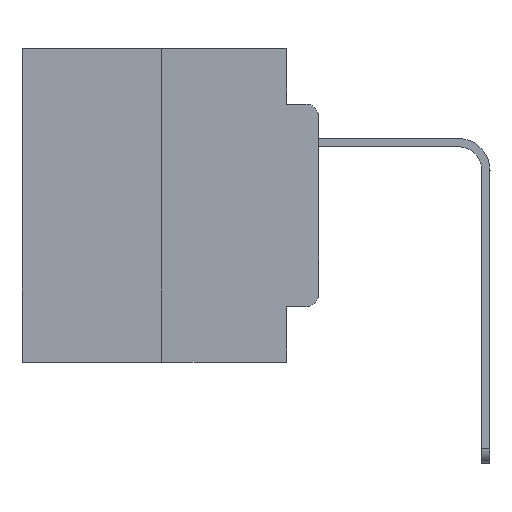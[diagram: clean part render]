
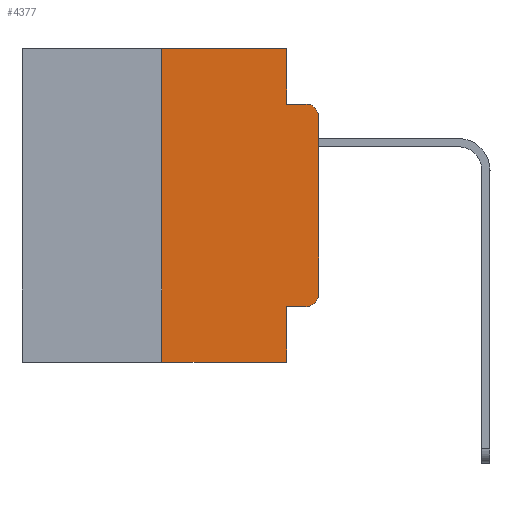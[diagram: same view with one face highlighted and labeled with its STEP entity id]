
A CAD part, left-side view. The second image highlights one B-rep face of the part: STEP entity #4377.
In plain terms, the highlighted planar face has unit normal (-1, 0, 0).
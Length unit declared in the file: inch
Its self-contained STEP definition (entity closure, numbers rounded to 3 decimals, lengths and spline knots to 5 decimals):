
#116 = CARTESIAN_POINT ( 'NONE',  ( 0., 0.25, 0. ) ) ;
#562 = LINE ( 'NONE', #11078, #26011 ) ;
#597 = ORIENTED_EDGE ( 'NONE', *, *, #4529, .T. ) ;
#1399 = VECTOR ( 'NONE', #7201, 39.37008 ) ;
#2374 = DIRECTION ( 'NONE',  ( -1., 0., 0. ) ) ;
#2604 = EDGE_CURVE ( 'NONE', #6571, #13561, #16588, .T. ) ;
#3311 = CARTESIAN_POINT ( 'NONE',  ( 0., 0.051, -0.0885 ) ) ;
#3317 = DIRECTION ( 'NONE',  ( 0., -1., 0. ) ) ;
#3334 = LINE ( 'NONE', #116, #25171 ) ;
#3611 = LINE ( 'NONE', #8547, #15672 ) ;
#4377 = ADVANCED_FACE ( 'NONE', ( #18695 ), #8052, .F. ) ;
#4529 = EDGE_CURVE ( 'NONE', #13561, #11341, #12851, .T. ) ;
#5262 = ORIENTED_EDGE ( 'NONE', *, *, #5904, .F. ) ;
#5524 = DIRECTION ( 'NONE',  ( 0., -1., 0. ) ) ;
#5530 = VERTEX_POINT ( 'NONE', #8170 ) ;
#5612 = CARTESIAN_POINT ( 'NONE',  ( 0., 0.473, -0.5 ) ) ;
#5767 = DIRECTION ( 'NONE',  ( 0., -1., 0. ) ) ;
#5904 = EDGE_CURVE ( 'NONE', #11294, #11341, #11451, .T. ) ;
#6080 = ORIENTED_EDGE ( 'NONE', *, *, #20509, .T. ) ;
#6117 = EDGE_CURVE ( 'NONE', #19439, #11294, #3611, .T. ) ;
#6527 = DIRECTION ( 'NONE',  ( 0., 0., -1. ) ) ;
#6559 = ORIENTED_EDGE ( 'NONE', *, *, #24257, .F. ) ;
#6571 = VERTEX_POINT ( 'NONE', #10604 ) ;
#6644 = ORIENTED_EDGE ( 'NONE', *, *, #20261, .F. ) ;
#7196 = CARTESIAN_POINT ( 'NONE',  ( 0., 0., 0. ) ) ;
#7201 = DIRECTION ( 'NONE',  ( 0., -1., 0. ) ) ;
#8052 = PLANE ( 'NONE',  #21575 ) ;
#8063 = ORIENTED_EDGE ( 'NONE', *, *, #12034, .T. ) ;
#8170 = CARTESIAN_POINT ( 'NONE',  ( 0., 0.25, -0.5 ) ) ;
#8547 = CARTESIAN_POINT ( 'NONE',  ( 0., 0.051, 0. ) ) ;
#8672 = ORIENTED_EDGE ( 'NONE', *, *, #17401, .F. ) ;
#8946 = AXIS2_PLACEMENT_3D ( 'NONE', #9906, #22854, #23701 ) ;
#8964 = EDGE_CURVE ( 'NONE', #23228, #10359, #26886, .T. ) ;
#9319 = CARTESIAN_POINT ( 'NONE',  ( 0., 0.473, 0. ) ) ;
#9867 = AXIS2_PLACEMENT_3D ( 'NONE', #25602, #2374, #25415 ) ;
#9906 = CARTESIAN_POINT ( 'NONE',  ( 0., 0.02, -0.3915 ) ) ;
#10359 = VERTEX_POINT ( 'NONE', #16606 ) ;
#10604 = CARTESIAN_POINT ( 'NONE',  ( 0., 0., -0.3915 ) ) ;
#11078 = CARTESIAN_POINT ( 'NONE',  ( 0., 0.051, 0. ) ) ;
#11294 = VERTEX_POINT ( 'NONE', #3311 ) ;
#11341 = VERTEX_POINT ( 'NONE', #15899 ) ;
#11451 = LINE ( 'NONE', #20007, #16368 ) ;
#12034 = EDGE_CURVE ( 'NONE', #10359, #6571, #21338, .T. ) ;
#12235 = DIRECTION ( 'NONE',  ( 1., 0., 0. ) ) ;
#12322 = ORIENTED_EDGE ( 'NONE', *, *, #2604, .T. ) ;
#12590 = CARTESIAN_POINT ( 'NONE',  ( 0., 0.051, 0. ) ) ;
#12851 = CIRCLE ( 'NONE', #9867, 0.02 ) ;
#13561 = VERTEX_POINT ( 'NONE', #21298 ) ;
#14049 = ORIENTED_EDGE ( 'NONE', *, *, #6117, .F. ) ;
#15510 = VERTEX_POINT ( 'NONE', #16994 ) ;
#15566 = LINE ( 'NONE', #5612, #19483 ) ;
#15599 = VECTOR ( 'NONE', #17879, 39.37008 ) ;
#15672 = VECTOR ( 'NONE', #23139, 39.37008 ) ;
#15777 = LINE ( 'NONE', #9319, #1399 ) ;
#15899 = CARTESIAN_POINT ( 'NONE',  ( 0., 0.02, -0.0885 ) ) ;
#16368 = VECTOR ( 'NONE', #3317, 39.37008 ) ;
#16504 = VERTEX_POINT ( 'NONE', #22699 ) ;
#16588 = LINE ( 'NONE', #7196, #15599 ) ;
#16606 = CARTESIAN_POINT ( 'NONE',  ( 0., 0.02, -0.4115 ) ) ;
#16656 = DIRECTION ( 'NONE',  ( 0., 0., 1. ) ) ;
#16969 = EDGE_LOOP ( 'NONE', ( #12322, #597, #5262, #14049, #8672, #6559, #6080, #6644, #26161, #8063 ) ) ;
#16994 = CARTESIAN_POINT ( 'NONE',  ( 0., 0.051, -0.5 ) ) ;
#17401 = EDGE_CURVE ( 'NONE', #16504, #19439, #15777, .T. ) ;
#17879 = DIRECTION ( 'NONE',  ( 0., 0., 1. ) ) ;
#18372 = CARTESIAN_POINT ( 'NONE',  ( 0., 0.051, -0.4115 ) ) ;
#18695 = FACE_OUTER_BOUND ( 'NONE', #16969, .T. ) ;
#19439 = VERTEX_POINT ( 'NONE', #12590 ) ;
#19483 = VECTOR ( 'NONE', #5524, 39.37008 ) ;
#20007 = CARTESIAN_POINT ( 'NONE',  ( 0., 0.051, -0.0885 ) ) ;
#20261 = EDGE_CURVE ( 'NONE', #23228, #15510, #562, .T. ) ;
#20509 = EDGE_CURVE ( 'NONE', #5530, #15510, #15566, .T. ) ;
#21298 = CARTESIAN_POINT ( 'NONE',  ( 0., 0., -0.1085 ) ) ;
#21338 = CIRCLE ( 'NONE', #8946, 0.02 ) ;
#21575 = AXIS2_PLACEMENT_3D ( 'NONE', #26629, #12235, #22478 ) ;
#22478 = DIRECTION ( 'NONE',  ( 0., 0., -1. ) ) ;
#22699 = CARTESIAN_POINT ( 'NONE',  ( 0., 0.25, 0. ) ) ;
#22854 = DIRECTION ( 'NONE',  ( -1., 0., 0. ) ) ;
#23139 = DIRECTION ( 'NONE',  ( 0., 0., -1. ) ) ;
#23228 = VERTEX_POINT ( 'NONE', #18372 ) ;
#23701 = DIRECTION ( 'NONE',  ( 0., 0., -1. ) ) ;
#23965 = VECTOR ( 'NONE', #5767, 39.37008 ) ;
#24257 = EDGE_CURVE ( 'NONE', #5530, #16504, #3334, .T. ) ;
#25171 = VECTOR ( 'NONE', #16656, 39.37008 ) ;
#25415 = DIRECTION ( 'NONE',  ( 0., 0., -1. ) ) ;
#25602 = CARTESIAN_POINT ( 'NONE',  ( 0., 0.02, -0.1085 ) ) ;
#26011 = VECTOR ( 'NONE', #6527, 39.37008 ) ;
#26161 = ORIENTED_EDGE ( 'NONE', *, *, #8964, .T. ) ;
#26522 = CARTESIAN_POINT ( 'NONE',  ( 0., 0.051, -0.4115 ) ) ;
#26629 = CARTESIAN_POINT ( 'NONE',  ( 0., 0.473, 0. ) ) ;
#26886 = LINE ( 'NONE', #26522, #23965 ) ;
